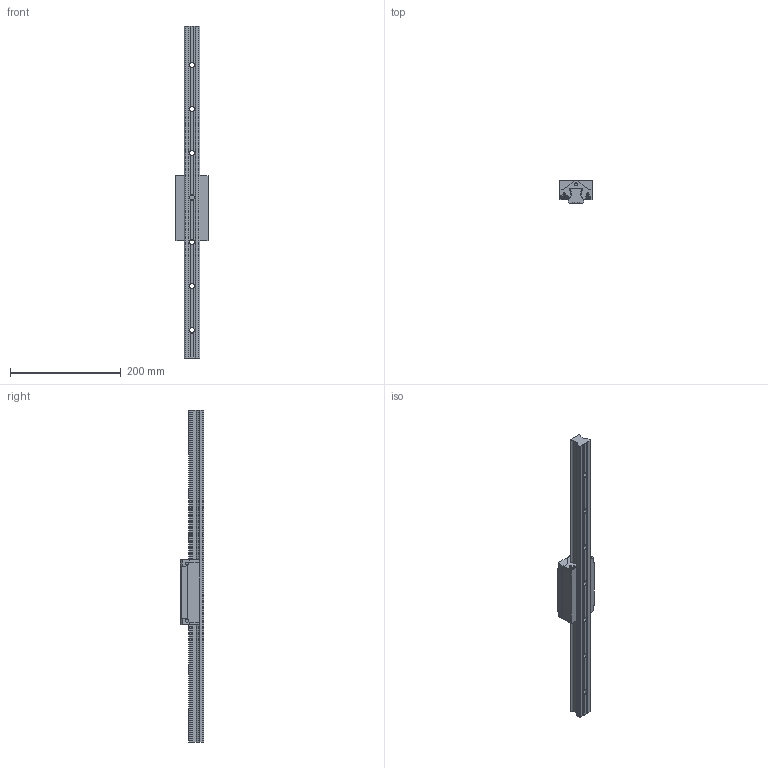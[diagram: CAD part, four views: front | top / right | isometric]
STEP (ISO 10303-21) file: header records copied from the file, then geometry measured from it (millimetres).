
FILE_DESCRIPTION (( 'STEP AP214' ), '1' );
FILE_NAME ('ARC30ML.STEP', '2014-08-14T09:15:07', ( '' ), ( '' ), 'SwSTEP 2.0', 'SolidWorks 2010', '' );
FILE_SCHEMA (( 'AUTOMOTIVE_DESIGN' ));
Length unit declared in the file: millimetre
Products named in the file (3): AR30-rail; ARC30ML-block; ARC30ML
Assembly tree (2 placements, depth 2):
  ARC30ML
    AR30-rail
    ARC30ML-block
Bounding box: 60 x 42 x 600 mm (x, y, z)
Volume: 524739.1 mm3; surface area: 107520.8 mm2
Topology: 2 solids, 2 shells, 544 faces, 1446 edges, 930 vertices
Faces by surface type: plane 204, cylinder 168, bspline 98, cone 74
Entity records: 22785 total; most frequent: CARTESIAN_POINT 9043, ORIENTED_EDGE 2860, DIRECTION 2418, EDGE_CURVE 1430, VERTEX_POINT 930, AXIS2_PLACEMENT_3D 817, LINE 784, VECTOR 784
